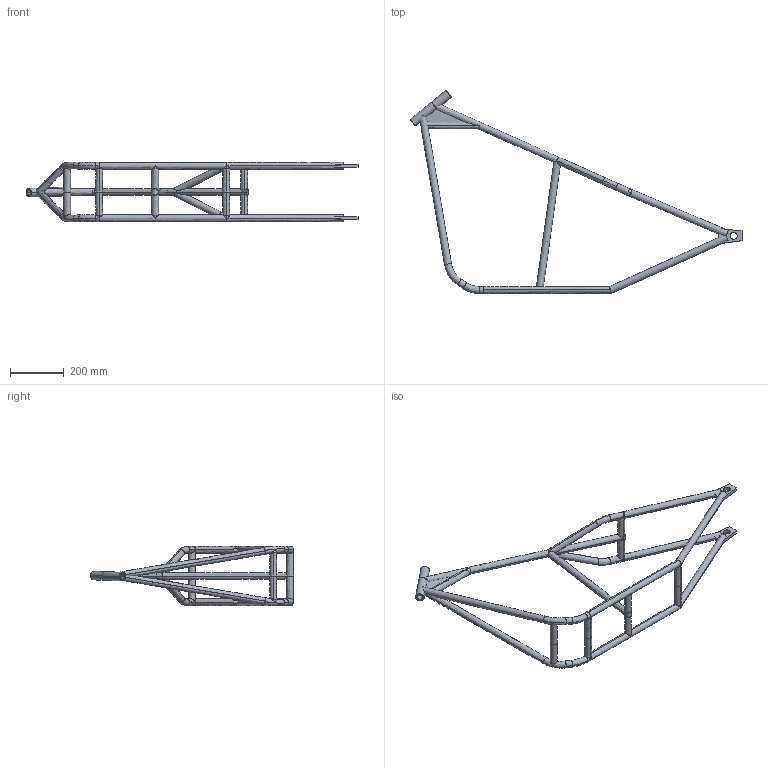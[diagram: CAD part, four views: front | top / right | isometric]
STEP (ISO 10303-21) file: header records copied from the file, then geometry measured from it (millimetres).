
FILE_DESCRIPTION(('FreeCAD Model'),'2;1');
FILE_NAME('Open CASCADE Shape Model','2025-05-04T12:22:17',('FreeCAD'),( 'FreeCAD'),'Open CASCADE STEP processor 7.6','FreeCAD','Unknown');
FILE_SCHEMA(('AUTOMOTIVE_DESIGN { 1 0 10303 214 1 1 1 1 }'));
Length unit declared in the file: millimetre
Products named in the file (1): Open CASCADE STEP translator 7.6 1
Bounding box: 1230.63 x 752.66 x 222.08 mm (x, y, z)
Volume: 1846632.7 mm3; surface area: 1186479.6 mm2
Topology: 44 solids, 44 shells, 282 faces, 618 edges, 420 vertices
Faces by surface type: bspline 282
Entity records: 11339 total; most frequent: CARTESIAN_POINT 7616, ORIENTED_EDGE 1236, EDGE_CURVE 618, VERTEX_POINT 420, FACE_BOUND 364, EDGE_LOOP 364, ADVANCED_FACE 282, B_SPLINE_CURVE_WITH_KNOTS 256
